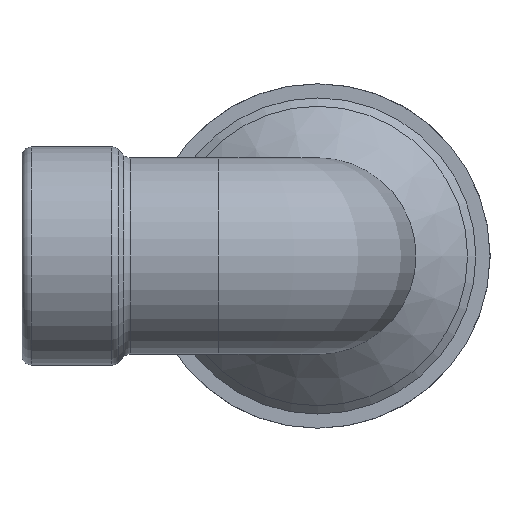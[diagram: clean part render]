
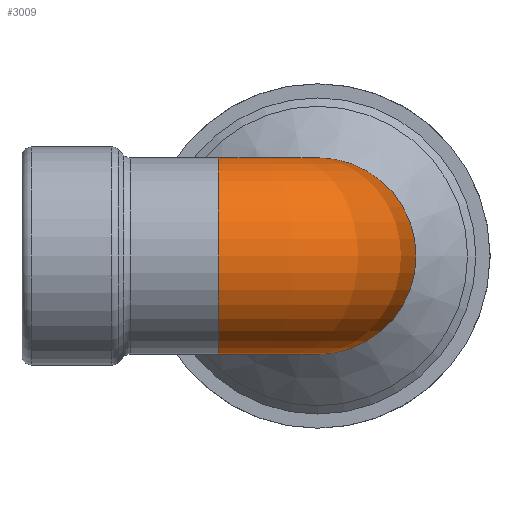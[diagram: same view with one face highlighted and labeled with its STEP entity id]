
A CAD part, left-side view. The second image highlights one B-rep face of the part: STEP entity #3009.
In plain terms, the highlighted toroidal (fillet/blend) face has major radius 26.52 mm and minor radius 26.234 mm.
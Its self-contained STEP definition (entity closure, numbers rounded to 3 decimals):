
#609=TOROIDAL_SURFACE('',#3226,26.52,26.234);
#628=FACE_BOUND('',#869,.T.);
#654=FACE_OUTER_BOUND('',#868,.T.);
#868=EDGE_LOOP('',(#2024));
#869=EDGE_LOOP('',(#2025));
#1105=CIRCLE('',#3227,26.234);
#1106=CIRCLE('',#3228,26.234);
#1285=VERTEX_POINT('',#4589);
#1286=VERTEX_POINT('',#4591);
#1561=EDGE_CURVE('',#1285,#1285,#1105,.T.);
#1562=EDGE_CURVE('',#1286,#1286,#1106,.T.);
#2024=ORIENTED_EDGE('',*,*,#1561,.F.);
#2025=ORIENTED_EDGE('',*,*,#1562,.T.);
#3009=ADVANCED_FACE('',(#654,#628),#609,.T.);
#3226=AXIS2_PLACEMENT_3D('',#4588,#3625,#3626);
#3227=AXIS2_PLACEMENT_3D('',#4590,#3627,#3628);
#3228=AXIS2_PLACEMENT_3D('',#4592,#3629,#3630);
#3625=DIRECTION('center_axis',(0.,0.,1.));
#3626=DIRECTION('ref_axis',(1.,0.,0.));
#3627=DIRECTION('center_axis',(1.,0.,0.));
#3628=DIRECTION('ref_axis',(0.,0.,-1.));
#3629=DIRECTION('center_axis',(0.,-1.,0.));
#3630=DIRECTION('ref_axis',(-1.,0.,0.));
#4588=CARTESIAN_POINT('Origin',(26.52,26.52,0.));
#4589=CARTESIAN_POINT('',(26.52,26.234,0.));
#4590=CARTESIAN_POINT('Origin',(26.52,0.,0.));
#4591=CARTESIAN_POINT('',(26.234,26.52,0.));
#4592=CARTESIAN_POINT('Origin',(0.,26.52,0.));
